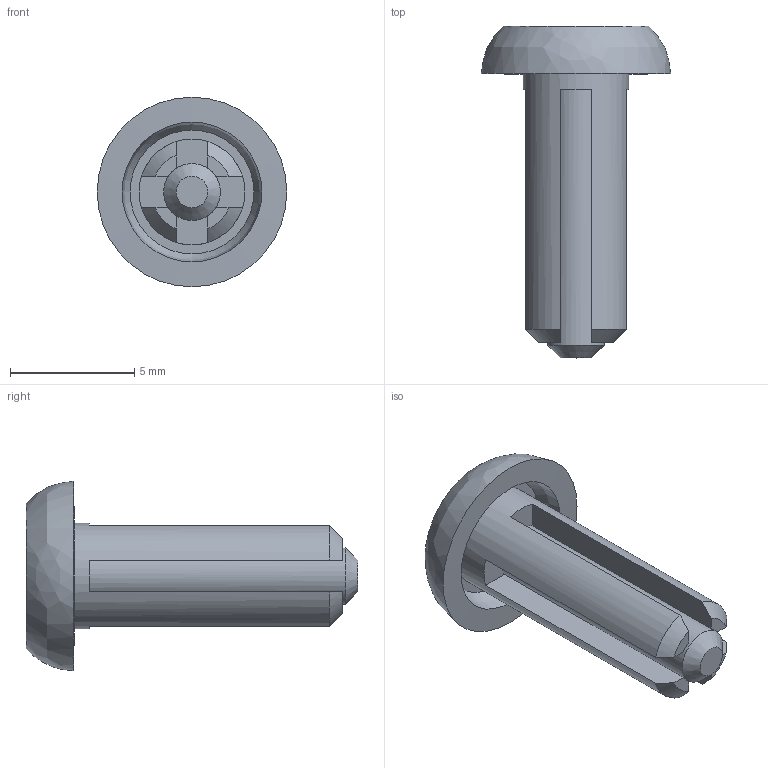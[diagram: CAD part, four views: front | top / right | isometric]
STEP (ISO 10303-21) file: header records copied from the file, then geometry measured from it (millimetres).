
FILE_DESCRIPTION(/* description */ (''),/* implementation_level */ '2;1');
FILE_NAME(/* name */ 'Bearing Pop Rivet.ipt.step',/* time_stamp */ '2020-04-16T23:17:48-04:00',/* author */ ('Jordan'),/* organization */ (''),/* preprocessor_version */ 'ST-DEVELOPER v17',/* originating_system */ 'Autodesk Inventor 2019',/* authorisation */ '');
FILE_SCHEMA (('AUTOMOTIVE_DESIGN { 1 0 10303 214 3 1 1 }','TECHNICAL_DATA_PACKAGING'));
Length unit declared in the file: inch
Products named in the file (1): Bearing Pop Rivet
Bounding box: 7.62 x 13.34 x 7.62 mm (x, y, z)
Volume: 169.4 mm3; surface area: 376.3 mm2
Topology: 1 solids, 1 shells, 29 faces, 82 edges, 56 vertices
Faces by surface type: plane 19, cone 6, cylinder 2, bspline 2
Full cylindrical faces by diameter (mm): 2.286 x1, 4.255 x1
Entity records: 1043 total; most frequent: CARTESIAN_POINT 236, DIRECTION 168, ORIENTED_EDGE 164, EDGE_CURVE 82, AXIS2_PLACEMENT_3D 66, VERTEX_POINT 56, CIRCLE 38, LINE 36
